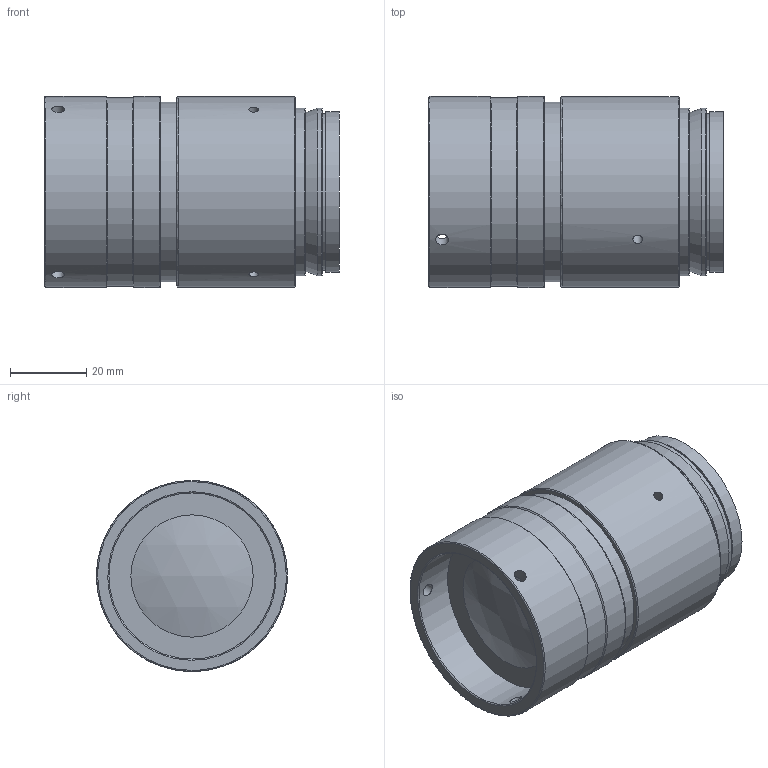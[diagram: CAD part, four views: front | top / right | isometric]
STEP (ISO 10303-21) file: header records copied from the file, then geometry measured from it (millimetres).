
FILE_DESCRIPTION (( 'STEP AP203' ), '1' );
FILE_NAME ('693042.STEP', '2025-12-22T02:39:58', ( 'Windows User' ), ( 'P R C' ), 'SwSTEP 2.0', 'SolidWorks 2020', '' );
FILE_SCHEMA (( 'CONFIG_CONTROL_DESIGN' ));
Length unit declared in the file: millimetre
Products named in the file (1): 693042
Bounding box: 77.09 x 50 x 50 mm (x, y, z)
Surface area: 24787.6 mm2 (no closed solid volume)
Topology: 0 solids, 30 shells, 130 faces, 265 edges, 180 vertices
Faces by surface type: cone 60, plane 43, cylinder 20, bspline 5, sphere 2
Full cylindrical faces by diameter (mm): 2.5 x3, 3.3 x3, 20 x2, 24.5 x1, 32 x1, 41 x1, 42 x1, 43.5 x1, 43.8 x2, 47 x1, 49.4 x1, 49.8 x1, 50 x2
Entity records: 4457 total; most frequent: CARTESIAN_POINT 1967, DIRECTION 534, ORIENTED_EDGE 282, AXIS2_PLACEMENT_3D 267, EDGE_LOOP 265, VERTEX_POINT 174, EDGE_CURVE 174, FACE_OUTER_BOUND 155
